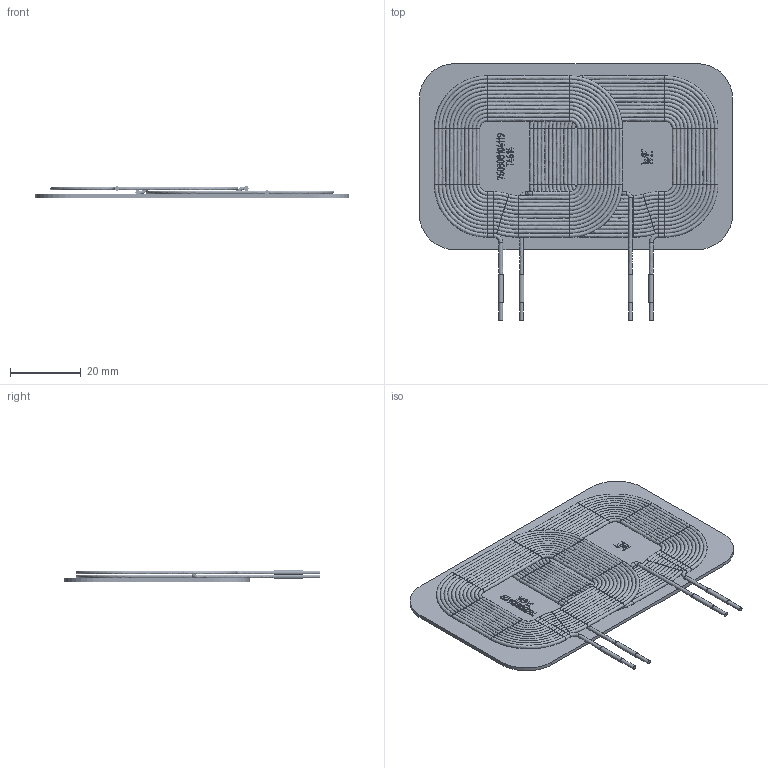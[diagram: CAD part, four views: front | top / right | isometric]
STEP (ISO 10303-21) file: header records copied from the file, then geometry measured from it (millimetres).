
FILE_DESCRIPTION(/* description */ ('Unknown'),/* implementation_level */ '2;1');
FILE_NAME(/* name */ 'L_Wurth_WE-WPCC-ARRAY_760308104119',/* time_stamp */ '2025-04-22T10:30:54+08:00',/* author */ ('Unknown'),/* organization */ ('Unknown'),/* preprocessor_version */ 'ST-DEVELOPER v19.4',/* originating_system */ 'Solid Edge',/* authorisation */ 'Unknown');
FILE_SCHEMA (('AUTOMOTIVE_DESIGN {1 0 10303 214 3 1 1}'));
Length unit declared in the file: millimetre
Products named in the file (2): L_Wurth_WE-WPCC-ARRAY_760308104119
Assembly tree (1 placements, depth 2):
  L_Wurth_WE-WPCC-ARRAY_760308104119
    L_Wurth_WE-WPCC-ARRAY_760308104119
Bounding box: 88.5 x 72.5 x 3.28 mm (x, y, z)
Volume: 7453.8 mm3; surface area: 19966.2 mm2
Topology: 2 solids, 2 shells, 482 faces, 1059 edges, 616 vertices
Faces by surface type: bspline 308, plane 166, cylinder 8
Full cylindrical faces by diameter (mm): 1.3 x4
Entity records: 31353 total; most frequent: CARTESIAN_POINT 20265, ORIENTED_EDGE 2094, EDGE_CURVE 1047, B_SPLINE_CURVE_WITH_KNOTS 870, VERTEX_POINT 616, DIRECTION 545, EDGE_LOOP 529, FACE_BOUND 529
